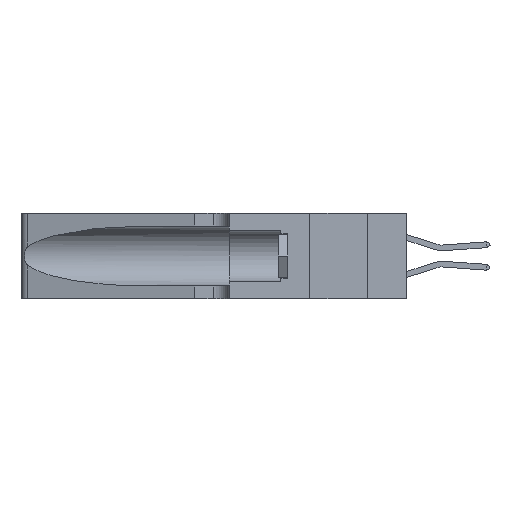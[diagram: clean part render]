
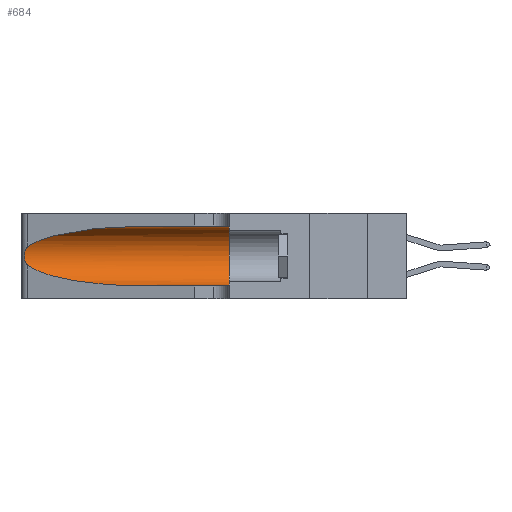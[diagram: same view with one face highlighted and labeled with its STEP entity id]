
A CAD part, left-side view. The second image highlights one B-rep face of the part: STEP entity #684.
In plain terms, the highlighted cylindrical face has radius 3.308 mm (diameter 6.617 mm), a partial arc.
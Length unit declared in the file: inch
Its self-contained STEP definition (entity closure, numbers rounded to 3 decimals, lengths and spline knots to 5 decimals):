
#684 = ADVANCED_FACE ( 'NONE', ( #16644 ), #9094, .F. ) ;
#1312 = CARTESIAN_POINT ( 'NONE',  ( 0.18966, 0.96281, 0.05475 ) ) ;
#1331 = ORIENTED_EDGE ( 'NONE', *, *, #23773, .F. ) ;
#1678 = CARTESIAN_POINT ( 'NONE',  ( 0.2373, 1.15595, 0.08982 ) ) ;
#1848 = DIRECTION ( 'NONE',  ( 0., -1., 0. ) ) ;
#2109 = CARTESIAN_POINT ( 'NONE',  ( 0.1305, 1.61858, 0.05475 ) ) ;
#2342 = VERTEX_POINT ( 'NONE', #3239 ) ;
#3239 = CARTESIAN_POINT ( 'NONE',  ( 0.1305, 0.72297, 0.31525 ) ) ;
#4270 = EDGE_CURVE ( 'NONE', #2342, #11703, #27964, .T. ) ;
#4623 = ORIENTED_EDGE ( 'NONE', *, *, #32430, .T. ) ;
#4958 = DIRECTION ( 'NONE',  ( 0., -1., 0. ) ) ;
#5081 = DIRECTION ( 'NONE',  ( 0., -1., 0. ) ) ;
#5603 = CARTESIAN_POINT ( 'NONE',  ( 0.25639, 1.23184, 0.21858 ) ) ;
#6313 = CARTESIAN_POINT ( 'NONE',  ( 0.26018, 1.23835, 0.19895 ) ) ;
#6439 = CARTESIAN_POINT ( 'NONE',  ( 0.26017, 1.23833, 0.17102 ) ) ;
#6791 = CARTESIAN_POINT ( 'NONE',  ( 0.25487, 1.22718, 0.14631 ) ) ;
#7553 = VERTEX_POINT ( 'NONE', #16703 ) ;
#7907 = DIRECTION ( 'NONE',  ( 0., 0., -1. ) ) ;
#9010 = CARTESIAN_POINT ( 'NONE',  ( 0.25487, 1.22718, 0.14631 ) ) ;
#9094 = CYLINDRICAL_SURFACE ( 'NONE', #24078, 0.13025 ) ;
#9249 = CARTESIAN_POINT ( 'NONE',  ( 0.25555, 1.22993, 0.14849 ) ) ;
#11185 = VERTEX_POINT ( 'NONE', #6791 ) ;
#11703 = VERTEX_POINT ( 'NONE', #28235 ) ;
#11723 = CARTESIAN_POINT ( 'NONE',  ( 0.1305, 0.35, 0.185 ) ) ;
#11800 = ORIENTED_EDGE ( 'NONE', *, *, #17042, .T. ) ;
#12788 = CARTESIAN_POINT ( 'NONE',  ( 0.25487, 1.22718, 0.22369 ) ) ;
#13938 = EDGE_LOOP ( 'NONE', ( #35560, #25583, #11800, #4623, #1331, #32380 ) ) ;
#14580 = CARTESIAN_POINT ( 'NONE',  ( 0.25856, 1.23593, 0.16098 ) ) ;
#14705 = CARTESIAN_POINT ( 'NONE',  ( 0.26075, 1.23896, 0.178 ) ) ;
#14965 = DIRECTION ( 'NONE',  ( 0., 1., 0. ) ) ;
#15079 = CARTESIAN_POINT ( 'NONE',  ( 0.25789, 1.23486, 0.15765 ) ) ;
#15804 = VECTOR ( 'NONE', #4958, 39.37008 ) ;
#16644 = FACE_OUTER_BOUND ( 'NONE', #13938, .T. ) ;
#16685 = CARTESIAN_POINT ( 'NONE',  ( 0.1305, 1.61858, 0.185 ) ) ;
#16703 = CARTESIAN_POINT ( 'NONE',  ( 0.25487, 1.22718, 0.22369 ) ) ;
#17042 = EDGE_CURVE ( 'NONE', #11185, #23358, #36314, .T. ) ;
#17889 = CARTESIAN_POINT ( 'NONE',  ( 0.25854, 1.2359, 0.20912 ) ) ;
#18206 = CARTESIAN_POINT ( 'NONE',  ( 0.25487, 1.22718, 0.14631 ) ) ;
#18600 = CARTESIAN_POINT ( 'NONE',  ( 0.1305, 0.72297, 0.31525 ) ) ;
#19460 = AXIS2_PLACEMENT_3D ( 'NONE', #11723, #14965, #34820 ) ;
#19650 = VERTEX_POINT ( 'NONE', #36594 ) ;
#19902 =( BOUNDED_CURVE ( )  B_SPLINE_CURVE ( 3, ( #18600, #35391, #35508, #12788 ),
 .UNSPECIFIED., .F., .T. ) 
 B_SPLINE_CURVE_WITH_KNOTS ( ( 4, 4 ),
 ( 1.5708, 2.84003 ),
 .UNSPECIFIED. ) 
 CURVE ( )  GEOMETRIC_REPRESENTATION_ITEM ( )  RATIONAL_B_SPLINE_CURVE ( ( 1., 0.87, 0.87, 1. ) ) 
 REPRESENTATION_ITEM ( '' )  );
#20298 = CIRCLE ( 'NONE', #19460, 0.13025 ) ;
#22681 = EDGE_CURVE ( 'NONE', #2342, #7553, #19902, .T. ) ;
#22994 = CARTESIAN_POINT ( 'NONE',  ( 0.25555, 1.22994, 0.2215 ) ) ;
#23302 = LINE ( 'NONE', #2109, #15804 ) ;
#23358 = VERTEX_POINT ( 'NONE', #29627 ) ;
#23773 = EDGE_CURVE ( 'NONE', #11703, #19650, #20298, .T. ) ;
#24078 = AXIS2_PLACEMENT_3D ( 'NONE', #16685, #5081, #7907 ) ;
#25244 = VECTOR ( 'NONE', #1848, 39.37008 ) ;
#25583 = ORIENTED_EDGE ( 'NONE', *, *, #34659, .T. ) ;
#25971 = CARTESIAN_POINT ( 'NONE',  ( 0.25639, 1.23186, 0.15144 ) ) ;
#27964 = LINE ( 'NONE', #30697, #25244 ) ;
#28235 = CARTESIAN_POINT ( 'NONE',  ( 0.1305, 0.35, 0.31525 ) ) ;
#29089 = CARTESIAN_POINT ( 'NONE',  ( 0.26075, 1.23896, 0.19203 ) ) ;
#29522 = CARTESIAN_POINT ( 'NONE',  ( 0.1305, 0.72297, 0.05475 ) ) ;
#29627 = CARTESIAN_POINT ( 'NONE',  ( 0.1305, 0.72297, 0.05475 ) ) ;
#30697 = CARTESIAN_POINT ( 'NONE',  ( 0.1305, 1.61858, 0.31525 ) ) ;
#31820 = CARTESIAN_POINT ( 'NONE',  ( 0.25787, 1.23484, 0.2124 ) ) ;
#32380 = ORIENTED_EDGE ( 'NONE', *, *, #4270, .F. ) ;
#32430 = EDGE_CURVE ( 'NONE', #23358, #19650, #23302, .T. ) ;
#33099 = B_SPLINE_CURVE_WITH_KNOTS ( 'NONE', 3,
 ( #34079, #22994, #5603, #31820, #17889, #6313, #29089, #14705, #6439, #14580, #15079, #25971, #9249, #9010 ),
 .UNSPECIFIED., .F., .F.,
 ( 4, 2, 2, 2, 2, 2, 4 ),
 ( 0., 0.00027, 0.00053, 0.00107, 0.0016, 0.00187, 0.00214 ),
 .UNSPECIFIED. ) ;
#34079 = CARTESIAN_POINT ( 'NONE',  ( 0.25487, 1.22718, 0.22369 ) ) ;
#34659 = EDGE_CURVE ( 'NONE', #7553, #11185, #33099, .T. ) ;
#34820 = DIRECTION ( 'NONE',  ( 0., 0., 1. ) ) ;
#35391 = CARTESIAN_POINT ( 'NONE',  ( 0.18966, 0.96281, 0.31525 ) ) ;
#35508 = CARTESIAN_POINT ( 'NONE',  ( 0.2373, 1.15595, 0.28018 ) ) ;
#35560 = ORIENTED_EDGE ( 'NONE', *, *, #22681, .T. ) ;
#36314 =( BOUNDED_CURVE ( )  B_SPLINE_CURVE ( 3, ( #18206, #1678, #1312, #29522 ),
 .UNSPECIFIED., .F., .F. ) 
 B_SPLINE_CURVE_WITH_KNOTS ( ( 4, 4 ),
 ( 3.44316, 4.71239 ),
 .UNSPECIFIED. ) 
 CURVE ( )  GEOMETRIC_REPRESENTATION_ITEM ( )  RATIONAL_B_SPLINE_CURVE ( ( 1., 0.87, 0.87, 1. ) ) 
 REPRESENTATION_ITEM ( '' )  );
#36594 = CARTESIAN_POINT ( 'NONE',  ( 0.1305, 0.35, 0.05475 ) ) ;
